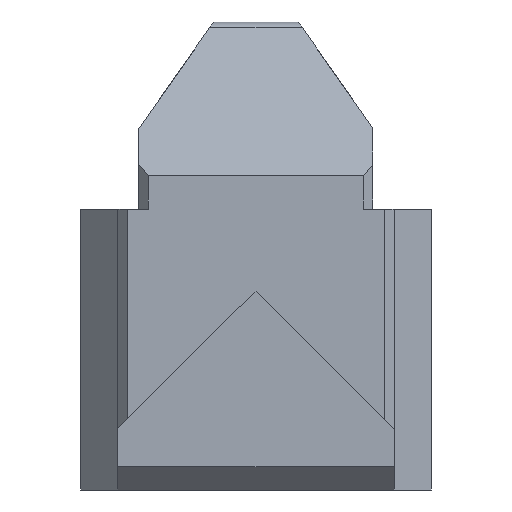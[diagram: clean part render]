
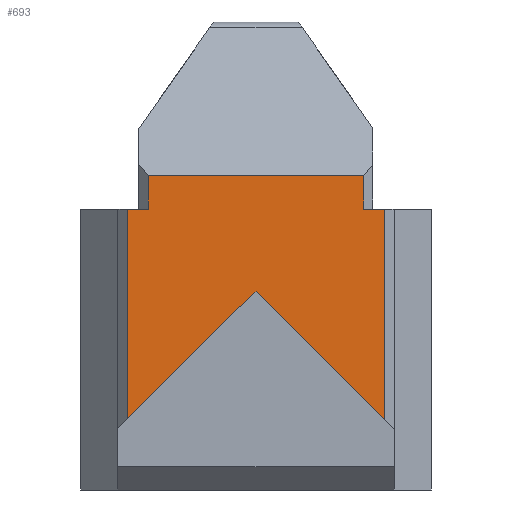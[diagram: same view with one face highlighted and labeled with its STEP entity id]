
A CAD part, front view. The second image highlights one B-rep face of the part: STEP entity #693.
In plain terms, the highlighted planar face has unit normal (0, -1, 0).
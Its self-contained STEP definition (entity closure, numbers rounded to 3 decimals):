
#6 = DIRECTION ( 'NONE',  ( -0.707, 0., 0.707 ) ) ;
#36 = VERTEX_POINT ( 'NONE', #1116 ) ;
#44 = VERTEX_POINT ( 'NONE', #323 ) ;
#46 = CARTESIAN_POINT ( 'NONE',  ( 5.5, -4.25, 0. ) ) ;
#51 = FACE_OUTER_BOUND ( 'NONE', #911, .T. ) ;
#70 = CARTESIAN_POINT ( 'NONE',  ( 5.5, -4.25, -12. ) ) ;
#103 = VECTOR ( 'NONE', #253, 1000. ) ;
#116 = EDGE_CURVE ( 'NONE', #36, #172, #307, .T. ) ;
#134 = DIRECTION ( 'NONE',  ( 0., 0., -1. ) ) ;
#140 = LINE ( 'NONE', #746, #485 ) ;
#168 = EDGE_CURVE ( 'NONE', #751, #44, #1121, .T. ) ;
#172 = VERTEX_POINT ( 'NONE', #611 ) ;
#217 = DIRECTION ( 'NONE',  ( 0., 0., -1. ) ) ;
#237 = LINE ( 'NONE', #70, #1018 ) ;
#253 = DIRECTION ( 'NONE',  ( 0., 0., 1. ) ) ;
#254 = ORIENTED_EDGE ( 'NONE', *, *, #1084, .F. ) ;
#266 = ORIENTED_EDGE ( 'NONE', *, *, #168, .T. ) ;
#267 = ORIENTED_EDGE ( 'NONE', *, *, #1140, .T. ) ;
#307 = LINE ( 'NONE', #1019, #374 ) ;
#323 = CARTESIAN_POINT ( 'NONE',  ( -4.6, -4.25, 1.445 ) ) ;
#348 = CARTESIAN_POINT ( 'NONE',  ( 5., -4.25, 1.445 ) ) ;
#349 = CARTESIAN_POINT ( 'NONE',  ( -4.6, -4.25, 0. ) ) ;
#363 = CARTESIAN_POINT ( 'NONE',  ( 0., -4.25, 0. ) ) ;
#367 = VERTEX_POINT ( 'NONE', #46 ) ;
#374 = VECTOR ( 'NONE', #134, 1000. ) ;
#377 = CARTESIAN_POINT ( 'NONE',  ( 4.25, -4.25, -7.75 ) ) ;
#391 = VECTOR ( 'NONE', #592, 1000. ) ;
#394 = VERTEX_POINT ( 'NONE', #453 ) ;
#395 = EDGE_CURVE ( 'NONE', #172, #461, #810, .T. ) ;
#434 = ORIENTED_EDGE ( 'NONE', *, *, #1069, .F. ) ;
#453 = CARTESIAN_POINT ( 'NONE',  ( 4.6, -4.25, 0. ) ) ;
#461 = VERTEX_POINT ( 'NONE', #1109 ) ;
#464 = DIRECTION ( 'NONE',  ( 0.709, 0., 0.705 ) ) ;
#482 = LINE ( 'NONE', #735, #103 ) ;
#485 = VECTOR ( 'NONE', #217, 1000. ) ;
#497 = ORIENTED_EDGE ( 'NONE', *, *, #395, .T. ) ;
#511 = EDGE_CURVE ( 'NONE', #44, #624, #140, .T. ) ;
#551 = LINE ( 'NONE', #377, #749 ) ;
#570 = EDGE_CURVE ( 'NONE', #1137, #367, #237, .T. ) ;
#592 = DIRECTION ( 'NONE',  ( -1., 0., 0. ) ) ;
#598 = ORIENTED_EDGE ( 'NONE', *, *, #570, .T. ) ;
#611 = CARTESIAN_POINT ( 'NONE',  ( -5.5, -4.25, -8.963 ) ) ;
#620 = ORIENTED_EDGE ( 'NONE', *, *, #725, .F. ) ;
#624 = VERTEX_POINT ( 'NONE', #349 ) ;
#627 = VECTOR ( 'NONE', #1075, 1000. ) ;
#635 = ORIENTED_EDGE ( 'NONE', *, *, #511, .T. ) ;
#693 = ADVANCED_FACE ( 'NONE', ( #51 ), #956, .T. ) ;
#719 = LINE ( 'NONE', #991, #829 ) ;
#725 = EDGE_CURVE ( 'NONE', #394, #367, #821, .T. ) ;
#735 = CARTESIAN_POINT ( 'NONE',  ( 4.6, -4.25, -12. ) ) ;
#746 = CARTESIAN_POINT ( 'NONE',  ( -4.6, -4.25, 0. ) ) ;
#747 = AXIS2_PLACEMENT_3D ( 'NONE', #789, #782, #1139 ) ;
#749 = VECTOR ( 'NONE', #6, 1000. ) ;
#751 = VERTEX_POINT ( 'NONE', #1059 ) ;
#759 = DIRECTION ( 'NONE',  ( 0., 0., 1. ) ) ;
#782 = DIRECTION ( 'NONE',  ( 0., -1., 0. ) ) ;
#789 = CARTESIAN_POINT ( 'NONE',  ( 0., -4.25, -12. ) ) ;
#810 = LINE ( 'NONE', #987, #879 ) ;
#821 = LINE ( 'NONE', #363, #627 ) ;
#829 = VECTOR ( 'NONE', #997, 1000. ) ;
#879 = VECTOR ( 'NONE', #464, 1000. ) ;
#911 = EDGE_LOOP ( 'NONE', ( #990, #497, #434, #598, #620, #267, #266, #635, #254 ) ) ;
#956 = PLANE ( 'NONE',  #747 ) ;
#987 = CARTESIAN_POINT ( 'NONE',  ( -4.25, -4.25, -7.721 ) ) ;
#990 = ORIENTED_EDGE ( 'NONE', *, *, #116, .T. ) ;
#991 = CARTESIAN_POINT ( 'NONE',  ( 0., -4.25, 0. ) ) ;
#997 = DIRECTION ( 'NONE',  ( 1., 0., 0. ) ) ;
#1009 = CARTESIAN_POINT ( 'NONE',  ( 5.5, -4.25, -9. ) ) ;
#1018 = VECTOR ( 'NONE', #759, 1000. ) ;
#1019 = CARTESIAN_POINT ( 'NONE',  ( -5.5, -4.25, -12. ) ) ;
#1059 = CARTESIAN_POINT ( 'NONE',  ( 4.6, -4.25, 1.445 ) ) ;
#1069 = EDGE_CURVE ( 'NONE', #1137, #461, #551, .T. ) ;
#1075 = DIRECTION ( 'NONE',  ( 1., 0., 0. ) ) ;
#1084 = EDGE_CURVE ( 'NONE', #36, #624, #719, .T. ) ;
#1109 = CARTESIAN_POINT ( 'NONE',  ( 0., -4.25, -3.5 ) ) ;
#1116 = CARTESIAN_POINT ( 'NONE',  ( -5.5, -4.25, 0. ) ) ;
#1121 = LINE ( 'NONE', #348, #391 ) ;
#1137 = VERTEX_POINT ( 'NONE', #1009 ) ;
#1139 = DIRECTION ( 'NONE',  ( 0., 0., -1. ) ) ;
#1140 = EDGE_CURVE ( 'NONE', #394, #751, #482, .T. ) ;
